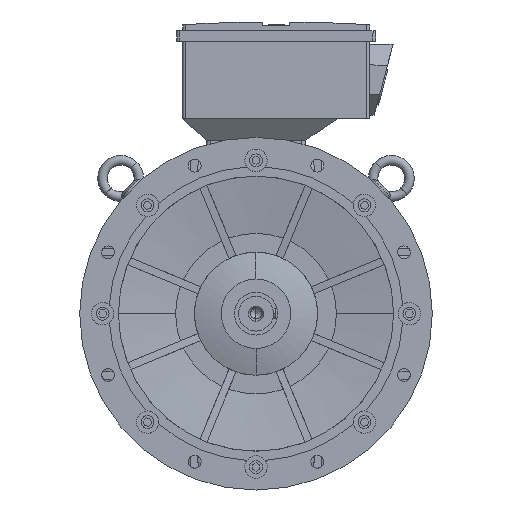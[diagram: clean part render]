
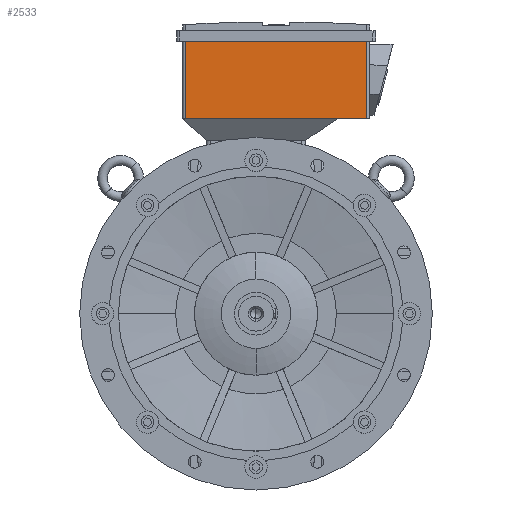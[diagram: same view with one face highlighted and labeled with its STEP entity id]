
A CAD part, left-side view. The second image highlights one B-rep face of the part: STEP entity #2533.
In plain terms, the highlighted planar face has unit normal (-1, 0, 0).
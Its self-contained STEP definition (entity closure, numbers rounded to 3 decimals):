
#2533=ADVANCED_FACE('',(#6105),#6106,.T.);
#6105=FACE_OUTER_BOUND('',#10708,.T.);
#6106=PLANE('',#10709);
#10708=EDGE_LOOP('',(#18280,#18281,#18282,#18283,#18284));
#10709=AXIS2_PLACEMENT_3D('',#18285,#18286,#18287);
#18280=ORIENTED_EDGE('',*,*,#29926,.T.);
#18281=ORIENTED_EDGE('',*,*,#29878,.T.);
#18282=ORIENTED_EDGE('',*,*,#29876,.T.);
#18283=ORIENTED_EDGE('',*,*,#29870,.T.);
#18284=ORIENTED_EDGE('',*,*,#29924,.F.);
#18285=CARTESIAN_POINT('',(5.0,-37.75,325.0));
#18286=DIRECTION('',(-1.0,0.0,0.0));
#18287=DIRECTION('',(0.0,-1.0,0.0));
#29870=EDGE_CURVE('',#36487,#36485,#36488,.T.);
#29876=EDGE_CURVE('',#36494,#36487,#36496,.T.);
#29878=EDGE_CURVE('',#36498,#36494,#36499,.T.);
#29924=EDGE_CURVE('',#36550,#36485,#36552,.T.);
#29926=EDGE_CURVE('',#36550,#36498,#36554,.T.);
#36485=VERTEX_POINT('',#47525);
#36487=VERTEX_POINT('',#47527);
#36488=LINE('',#47528,#47529);
#36494=VERTEX_POINT('',#47536);
#36496=LINE('',#47538,#47539);
#36498=VERTEX_POINT('',#47541);
#36499=LINE('',#47542,#47543);
#36550=VERTEX_POINT('',#47601);
#36552=LINE('',#47603,#47604);
#36554=LINE('',#47606,#47607);
#47525=CARTESIAN_POINT('',(5.0,132.25,510.0));
#47527=CARTESIAN_POINT('',(5.0,-207.75,510.0));
#47528=CARTESIAN_POINT('',(5.0,-37.75,510.0));
#47529=VECTOR('',#69736,1.0);
#47536=CARTESIAN_POINT('',(5.0,-207.75,365.0));
#47538=CARTESIAN_POINT('',(5.0,-207.75,325.0));
#47539=VECTOR('',#69747,1.0);
#47541=CARTESIAN_POINT('',(5.0,-152.75,365.0));
#47542=CARTESIAN_POINT('',(5.0,49.75,365.0));
#47543=VECTOR('',#69748,1.0);
#47601=CARTESIAN_POINT('',(5.0,132.25,365.0));
#47603=CARTESIAN_POINT('',(5.0,132.25,325.0));
#47604=VECTOR('',#69822,1.0);
#47606=CARTESIAN_POINT('',(5.0,49.75,365.0));
#47607=VECTOR('',#69823,1.0);
#69736=DIRECTION('',(0.0,1.0,-0.0));
#69747=DIRECTION('',(0.0,0.0,1.0));
#69748=DIRECTION('',(0.0,-1.0,0.0));
#69822=DIRECTION('',(0.0,0.0,1.0));
#69823=DIRECTION('',(0.0,-1.0,0.0));
